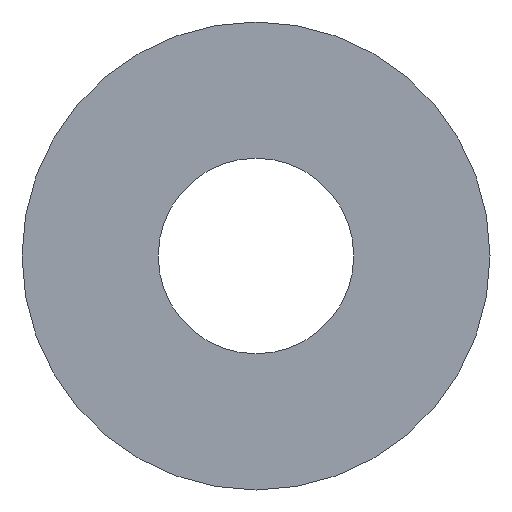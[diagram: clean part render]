
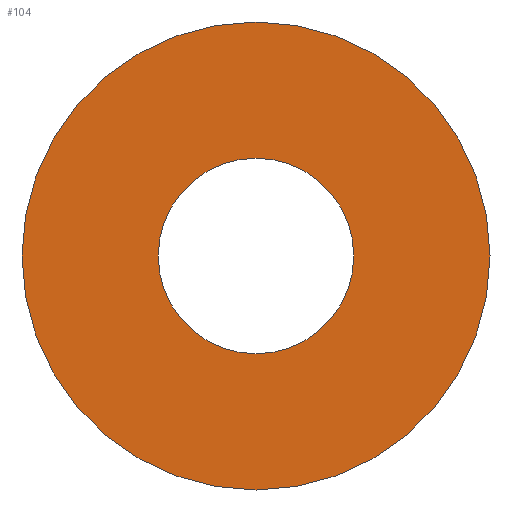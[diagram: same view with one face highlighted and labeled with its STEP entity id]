
A CAD part, left-side view. The second image highlights one B-rep face of the part: STEP entity #104.
In plain terms, the highlighted planar face has unit normal (-1, 0, 0).
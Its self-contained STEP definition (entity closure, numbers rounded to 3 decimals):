
#82 = EDGE_CURVE( '', #128, #98, #195, .T. );
#98 = VERTEX_POINT( '', #216 );
#100 = EDGE_CURVE( '', #98, #128, #218, .T. );
#104 = ADVANCED_FACE( '', ( #222, #223 ), #224, .T. );
#122 = EDGE_CURVE( '', #142, #166, #245, .T. );
#128 = VERTEX_POINT( '', #251 );
#142 = VERTEX_POINT( '', #267 );
#148 = EDGE_CURVE( '', #166, #142, #273, .T. );
#166 = VERTEX_POINT( '', #292 );
#195 = CIRCLE( '', #317, 39. );
#216 = CARTESIAN_POINT( '', ( -102., 39., 0. ) );
#218 = CIRCLE( '', #340, 39. );
#222 = FACE_BOUND( '', #344, .T. );
#223 = FACE_OUTER_BOUND( '', #345, .T. );
#224 = PLANE( '', #346 );
#245 = CIRCLE( '', #370, 16.3 );
#251 = CARTESIAN_POINT( '', ( -102., -39., 0. ) );
#267 = CARTESIAN_POINT( '', ( -102., 16.3, 0. ) );
#273 = CIRCLE( '', #410, 16.3 );
#292 = CARTESIAN_POINT( '', ( -102., -16.3, 0. ) );
#317 = AXIS2_PLACEMENT_3D( '', #457, #458, #459 );
#340 = AXIS2_PLACEMENT_3D( '', #493, #494, #495 );
#344 = EDGE_LOOP( '', ( #497, #498 ) );
#345 = EDGE_LOOP( '', ( #499, #500 ) );
#346 = AXIS2_PLACEMENT_3D( '', #501, #502, #503 );
#370 = AXIS2_PLACEMENT_3D( '', #526, #527, #528 );
#410 = AXIS2_PLACEMENT_3D( '', #553, #554, #555 );
#457 = CARTESIAN_POINT( '', ( -102., 0., 0. ) );
#458 = DIRECTION( '', ( -1., 0., 0. ) );
#459 = DIRECTION( '', ( 0., 1., 0. ) );
#493 = CARTESIAN_POINT( '', ( -102., 0., 0. ) );
#494 = DIRECTION( '', ( -1., 0., 0. ) );
#495 = DIRECTION( '', ( 0., 1., 0. ) );
#497 = ORIENTED_EDGE( '', *, *, #122, .F. );
#498 = ORIENTED_EDGE( '', *, *, #148, .F. );
#499 = ORIENTED_EDGE( '', *, *, #100, .T. );
#500 = ORIENTED_EDGE( '', *, *, #82, .T. );
#501 = CARTESIAN_POINT( '', ( -102., 27.65, 0. ) );
#502 = DIRECTION( '', ( -1., 0., 0. ) );
#503 = DIRECTION( '', ( 0., 1., 0. ) );
#526 = CARTESIAN_POINT( '', ( -102., 0., 0. ) );
#527 = DIRECTION( '', ( -1., 0., 0. ) );
#528 = DIRECTION( '', ( 0., 1., 0. ) );
#553 = CARTESIAN_POINT( '', ( -102., 0., 0. ) );
#554 = DIRECTION( '', ( -1., 0., 0. ) );
#555 = DIRECTION( '', ( 0., 1., 0. ) );
